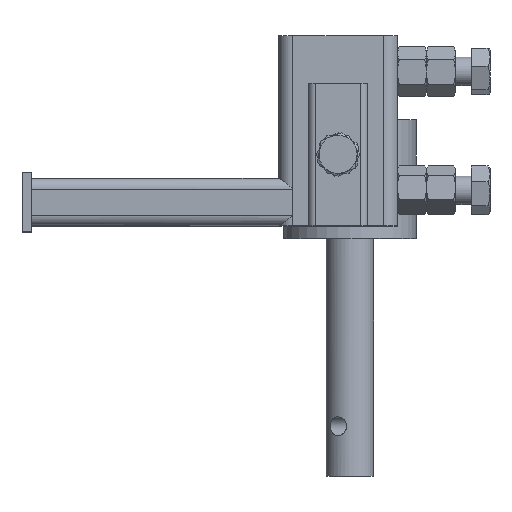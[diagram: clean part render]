
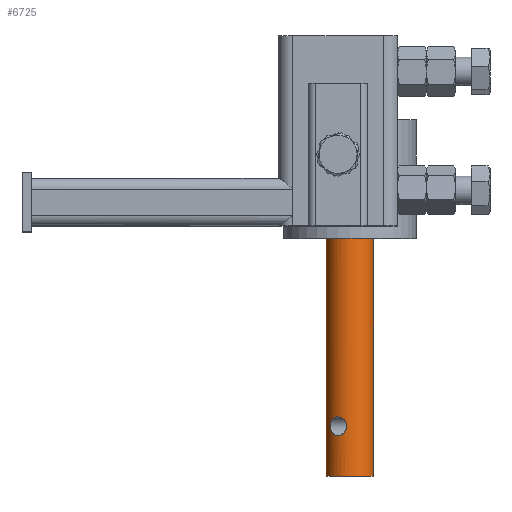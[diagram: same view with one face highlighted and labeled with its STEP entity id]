
A CAD part, top view. The second image highlights one B-rep face of the part: STEP entity #6725.
In plain terms, the highlighted cylindrical face has radius 10 mm (diameter 20 mm), a full revolution.
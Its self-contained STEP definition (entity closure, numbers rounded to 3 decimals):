
#6600=CARTESIAN_POINT('',(0.0,-10.0,133.0));
#6601=VERTEX_POINT('',#6600);
#6602=CARTESIAN_POINT('',(0.0,-10.0,133.0));
#6603=CARTESIAN_POINT('',(0.429,-10.0,133.0));
#6604=CARTESIAN_POINT('',(0.864,-9.971,132.929));
#6605=CARTESIAN_POINT('',(1.671,-9.868,132.659));
#6606=CARTESIAN_POINT('',(2.054,-9.793,132.458));
#6607=CARTESIAN_POINT('',(2.742,-9.624,131.945));
#6608=CARTESIAN_POINT('',(3.052,-9.526,131.622));
#6609=CARTESIAN_POINT('',(3.558,-9.35,130.884));
#6610=CARTESIAN_POINT('',(3.756,-9.269,130.453));
#6611=CARTESIAN_POINT('',(3.983,-9.173,129.576));
#6612=CARTESIAN_POINT('',(4.023,-9.155,129.119));
#6613=CARTESIAN_POINT('',(3.953,-9.185,128.263));
#6614=CARTESIAN_POINT('',(3.854,-9.229,127.852));
#6615=CARTESIAN_POINT('',(3.538,-9.355,127.088));
#6616=CARTESIAN_POINT('',(3.316,-9.438,126.725));
#6617=CARTESIAN_POINT('',(2.759,-9.617,126.07));
#6618=CARTESIAN_POINT('',(2.409,-9.714,125.776));
#6619=CARTESIAN_POINT('',(1.628,-9.875,125.318));
#6620=CARTESIAN_POINT('',(1.184,-9.94,125.151));
#6621=CARTESIAN_POINT('',(0.301,-10.005,124.988));
#6622=CARTESIAN_POINT('',(-0.149,-10.008,124.979));
#6623=CARTESIAN_POINT('',(-0.992,-9.959,125.103));
#6624=CARTESIAN_POINT('',(-1.398,-9.909,125.23));
#6625=CARTESIAN_POINT('',(-2.148,-9.774,125.599));
#6626=CARTESIAN_POINT('',(-2.5,-9.688,125.849));
#6627=CARTESIAN_POINT('',(-3.121,-9.506,126.458));
#6628=CARTESIAN_POINT('',(-3.391,-9.41,126.832));
#6629=CARTESIAN_POINT('',(-3.791,-9.256,127.646));
#6630=CARTESIAN_POINT('',(-3.925,-9.198,128.101));
#6631=CARTESIAN_POINT('',(-4.023,-9.155,128.986));
#6632=CARTESIAN_POINT('',(-4.,-9.166,129.427));
#6633=CARTESIAN_POINT('',(-3.823,-9.241,130.247));
#6634=CARTESIAN_POINT('',(-3.672,-9.304,130.637));
#6635=CARTESIAN_POINT('',(-3.258,-9.457,131.361));
#6636=CARTESIAN_POINT('',(-2.982,-9.551,131.7));
#6637=CARTESIAN_POINT('',(-2.324,-9.733,132.287));
#6638=CARTESIAN_POINT('',(-1.926,-9.822,132.536));
#6639=CARTESIAN_POINT('',(-1.082,-9.95,132.877));
#6640=CARTESIAN_POINT('',(-0.625,-9.991,132.977));
#6641=CARTESIAN_POINT('',(-0.114,-10.,132.999));
#6642=CARTESIAN_POINT('',(-0.057,-10.0,133.0));
#6643=CARTESIAN_POINT('',(0.0,-10.0,133.0));
#6644=B_SPLINE_CURVE_WITH_KNOTS('',3,(#6602,#6603,#6604,#6605,#6606,#6607,#6608,#6609,#6610,#6611,
    #6612,#6613,#6614,#6615,#6616,#6617,#6618,#6619,#6620,#6621,
    #6622,#6623,#6624,#6625,#6626,#6627,#6628,#6629,#6630,#6631,
    #6632,#6633,#6634,#6635,#6636,#6637,#6638,#6639,#6640,#6641,
    #6642,#6643),.UNSPECIFIED.,.F.,.U.,
 (4,2,2,2,2,2,2,2,2,2,2,2,2,2,2,2,2,2,2,2,4),
 (0.0,0.051,0.102,0.155,0.21,0.263,0.312,0.362,0.416,0.471,0.523,0.572,0.623,0.678,0.733,0.784,0.832,0.884,0.939,0.993,1.0),.UNSPECIFIED.);
#6645=EDGE_CURVE('n� 75',#6601,#6601,#6644,.T.);
#6646=ORIENTED_EDGE('',*,*,#6645,.T.);
#6647=EDGE_LOOP('',(#6646));
#6648=FACE_OUTER_BOUND('',#6647,.T.);
#6649=CARTESIAN_POINT('',(0.0,10.0,133.0));
#6650=VERTEX_POINT('',#6649);
#6651=CARTESIAN_POINT('',(0.0,10.0,133.0));
#6652=CARTESIAN_POINT('',(-0.429,10.0,133.0));
#6653=CARTESIAN_POINT('',(-0.864,9.971,132.929));
#6654=CARTESIAN_POINT('',(-1.671,9.868,132.659));
#6655=CARTESIAN_POINT('',(-2.054,9.793,132.458));
#6656=CARTESIAN_POINT('',(-2.742,9.624,131.945));
#6657=CARTESIAN_POINT('',(-3.052,9.526,131.622));
#6658=CARTESIAN_POINT('',(-3.558,9.35,130.884));
#6659=CARTESIAN_POINT('',(-3.756,9.269,130.453));
#6660=CARTESIAN_POINT('',(-3.983,9.173,129.576));
#6661=CARTESIAN_POINT('',(-4.023,9.155,129.119));
#6662=CARTESIAN_POINT('',(-3.953,9.185,128.263));
#6663=CARTESIAN_POINT('',(-3.854,9.229,127.852));
#6664=CARTESIAN_POINT('',(-3.538,9.355,127.088));
#6665=CARTESIAN_POINT('',(-3.316,9.438,126.725));
#6666=CARTESIAN_POINT('',(-2.759,9.617,126.07));
#6667=CARTESIAN_POINT('',(-2.409,9.714,125.776));
#6668=CARTESIAN_POINT('',(-1.628,9.875,125.318));
#6669=CARTESIAN_POINT('',(-1.184,9.94,125.151));
#6670=CARTESIAN_POINT('',(-0.301,10.005,124.988));
#6671=CARTESIAN_POINT('',(0.149,10.008,124.979));
#6672=CARTESIAN_POINT('',(0.992,9.959,125.103));
#6673=CARTESIAN_POINT('',(1.398,9.909,125.23));
#6674=CARTESIAN_POINT('',(2.148,9.774,125.599));
#6675=CARTESIAN_POINT('',(2.5,9.688,125.849));
#6676=CARTESIAN_POINT('',(3.121,9.506,126.458));
#6677=CARTESIAN_POINT('',(3.391,9.41,126.832));
#6678=CARTESIAN_POINT('',(3.791,9.256,127.646));
#6679=CARTESIAN_POINT('',(3.925,9.198,128.101));
#6680=CARTESIAN_POINT('',(4.023,9.155,128.986));
#6681=CARTESIAN_POINT('',(4.,9.166,129.427));
#6682=CARTESIAN_POINT('',(3.823,9.241,130.247));
#6683=CARTESIAN_POINT('',(3.672,9.304,130.637));
#6684=CARTESIAN_POINT('',(3.258,9.457,131.361));
#6685=CARTESIAN_POINT('',(2.982,9.551,131.7));
#6686=CARTESIAN_POINT('',(2.324,9.733,132.287));
#6687=CARTESIAN_POINT('',(1.926,9.822,132.536));
#6688=CARTESIAN_POINT('',(1.082,9.95,132.877));
#6689=CARTESIAN_POINT('',(0.625,9.991,132.977));
#6690=CARTESIAN_POINT('',(0.114,10.,132.999));
#6691=CARTESIAN_POINT('',(0.057,10.0,133.0));
#6692=CARTESIAN_POINT('',(-0.0,10.0,133.0));
#6693=B_SPLINE_CURVE_WITH_KNOTS('',3,(#6651,#6652,#6653,#6654,#6655,#6656,#6657,#6658,#6659,#6660,
    #6661,#6662,#6663,#6664,#6665,#6666,#6667,#6668,#6669,#6670,
    #6671,#6672,#6673,#6674,#6675,#6676,#6677,#6678,#6679,#6680,
    #6681,#6682,#6683,#6684,#6685,#6686,#6687,#6688,#6689,#6690,
    #6691,#6692),.UNSPECIFIED.,.F.,.U.,
 (4,2,2,2,2,2,2,2,2,2,2,2,2,2,2,2,2,2,2,2,4),
 (0.0,0.051,0.102,0.155,0.21,0.263,0.312,0.362,0.416,0.471,0.523,0.572,0.623,0.678,0.733,0.784,0.832,0.884,0.939,0.993,1.0),.UNSPECIFIED.);
#6694=EDGE_CURVE('n� 59',#6650,#6650,#6693,.T.);
#6695=ORIENTED_EDGE('',*,*,#6694,.T.);
#6696=EDGE_LOOP('',(#6695));
#6697=FACE_BOUND('',#6696,.T.);
#6698=CARTESIAN_POINT('',(10.0,0.0,150.0));
#6699=VERTEX_POINT('',#6698);
#6700=CARTESIAN_POINT('',(0.0,0.0,150.0));
#6701=DIRECTION('',(0.0,0.0,1.0));
#6702=DIRECTION('',(1.0,0.0,-0.0));
#6703=AXIS2_PLACEMENT_3D('',#6700,#6701,#6702);
#6704=CIRCLE('',#6703,10.0);
#6705=EDGE_CURVE('n� 4',#6699,#6699,#6704,.T.);
#6706=ORIENTED_EDGE('',*,*,#6705,.F.);
#6707=EDGE_LOOP('',(#6706));
#6708=FACE_BOUND('',#6707,.T.);
#6709=CARTESIAN_POINT('',(10.0,0.0,0.0));
#6710=VERTEX_POINT('',#6709);
#6711=CARTESIAN_POINT('',(0.0,0.0,0.0));
#6712=DIRECTION('',(0.0,0.0,1.0));
#6713=DIRECTION('',(1.0,0.0,-0.0));
#6714=AXIS2_PLACEMENT_3D('',#6711,#6712,#6713);
#6715=CIRCLE('',#6714,10.0);
#6716=EDGE_CURVE('n� 18',#6710,#6710,#6715,.T.);
#6717=ORIENTED_EDGE('',*,*,#6716,.T.);
#6718=EDGE_LOOP('',(#6717));
#6719=FACE_BOUND('',#6718,.T.);
#6720=CARTESIAN_POINT('',(0.0,0.0,150.0));
#6721=DIRECTION('',(-0.0,-0.0,-1.0));
#6722=DIRECTION('',(-1.0,0.0,0.0));
#6723=AXIS2_PLACEMENT_3D('',#6720,#6721,#6722);
#6724=CYLINDRICAL_SURFACE('',#6723,10.0);
#6725=ADVANCED_FACE('n� 25',(#6648,#6697,#6708,#6719),#6724,.T.);
